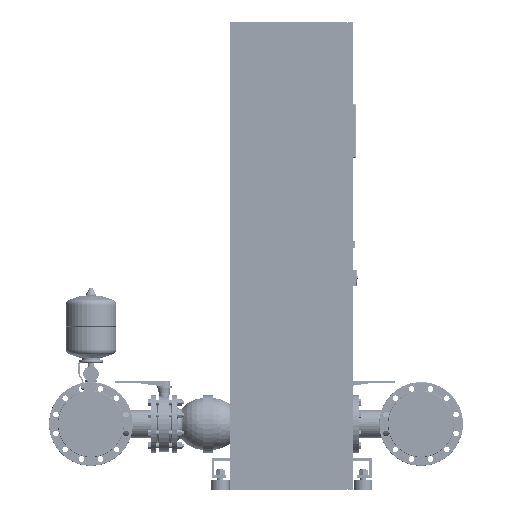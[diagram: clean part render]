
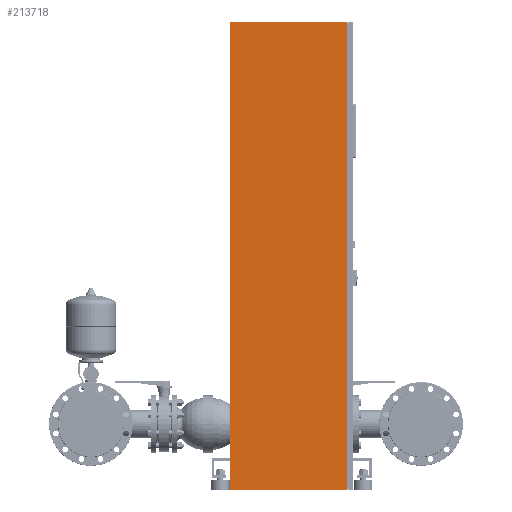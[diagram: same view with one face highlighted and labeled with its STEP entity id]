
A CAD part, left-side view. The second image highlights one B-rep face of the part: STEP entity #213718.
In plain terms, the highlighted planar face has unit normal (-1, 0, 0).
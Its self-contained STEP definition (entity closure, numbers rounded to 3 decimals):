
#213679=CARTESIAN_POINT('',(-950.0,250.0,0.0));
#213680=DIRECTION('',(-1.0,0.0,0.0));
#213681=DIRECTION('',(0.0,-1.0,0.0));
#213682=AXIS2_PLACEMENT_3D('',#213679,#213680,#213681);
#213683=PLANE('',#213682);
#213684=CARTESIAN_POINT('',(-950.0,-225.0,0.));
#213685=VERTEX_POINT('',#213684);
#213686=CARTESIAN_POINT('',(-950.,-225.,1900.0));
#213687=VERTEX_POINT('',#213686);
#213688=CARTESIAN_POINT('',(-950.0,-225.0,0.));
#213689=DIRECTION('',(0.0,0.0,1.0));
#213690=VECTOR('',#213689,1900.0);
#213691=LINE('',#213688,#213690);
#213692=EDGE_CURVE('',#213685,#213687,#213691,.T.);
#213693=ORIENTED_EDGE('',*,*,#213692,.T.);
#213694=CARTESIAN_POINT('',(-950.,250.,1900.0));
#213695=VERTEX_POINT('',#213694);
#213696=CARTESIAN_POINT('',(-950.,250.,1900.0));
#213697=DIRECTION('',(0.0,-1.0,0.0));
#213698=VECTOR('',#213697,475.0);
#213699=LINE('',#213696,#213698);
#213700=EDGE_CURVE('',#213695,#213687,#213699,.T.);
#213701=ORIENTED_EDGE('',*,*,#213700,.F.);
#213702=CARTESIAN_POINT('',(-950.0,250.0,0.0));
#213703=VERTEX_POINT('',#213702);
#213704=CARTESIAN_POINT('',(-950.,250.,1900.0));
#213705=DIRECTION('',(0.0,0.0,-1.0));
#213706=VECTOR('',#213705,1900.0);
#213707=LINE('',#213704,#213706);
#213708=EDGE_CURVE('',#213695,#213703,#213707,.T.);
#213709=ORIENTED_EDGE('',*,*,#213708,.T.);
#213710=CARTESIAN_POINT('',(-950.0,250.0,0.0));
#213711=DIRECTION('',(0.0,-1.0,0.0));
#213712=VECTOR('',#213711,475.0);
#213713=LINE('',#213710,#213712);
#213714=EDGE_CURVE('',#213703,#213685,#213713,.T.);
#213715=ORIENTED_EDGE('',*,*,#213714,.T.);
#213716=EDGE_LOOP('',(#213693,#213701,#213709,#213715));
#213717=FACE_OUTER_BOUND('',#213716,.T.);
#213718=ADVANCED_FACE('',(#213717),#213683,.T.);
